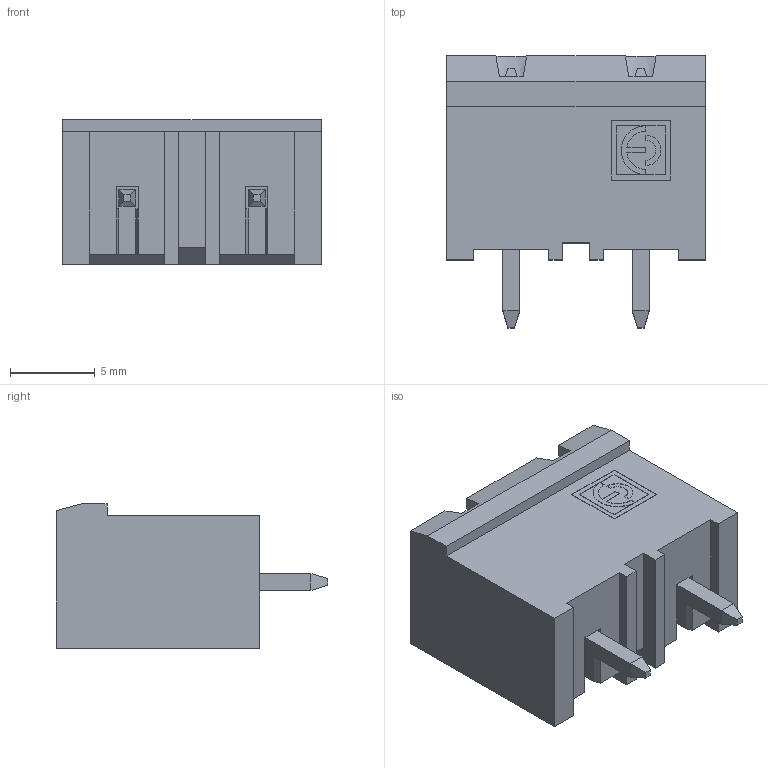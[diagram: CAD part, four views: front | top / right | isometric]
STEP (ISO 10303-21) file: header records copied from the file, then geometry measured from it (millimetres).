
FILE_DESCRIPTION(('STEP AP214'),'1');
FILE_NAME('PV02-7,62-V-P.stp','2020-07-10T07:56:58',(' '),(' '),'Spatial InterOp 3D',' ',' ');
FILE_SCHEMA(('automotive_design'));
Length unit declared in the file: metre
Products named in the file (1): 1
Bounding box: 15.24 x 16 x 8.5 mm (x, y, z)
Volume: 737.5 mm3; surface area: 1300.1 mm2
Topology: 1 solids, 1 shells, 135 faces, 344 edges, 220 vertices
Faces by surface type: plane 124, cylinder 6, cone 4, extrusion 1
Entity records: 5074 total; most frequent: CARTESIAN_POINT 728, ORIENTED_EDGE 684, DIRECTION 625, EDGE_CURVE 342, VECTOR 319, LINE 318, VERTEX_POINT 220, AXIS2_PLACEMENT_3D 153
